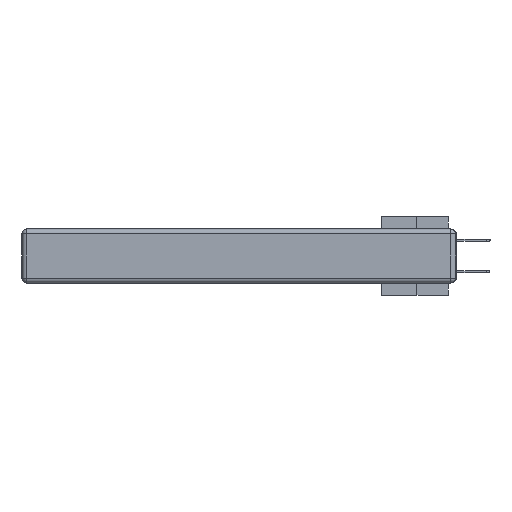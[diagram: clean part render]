
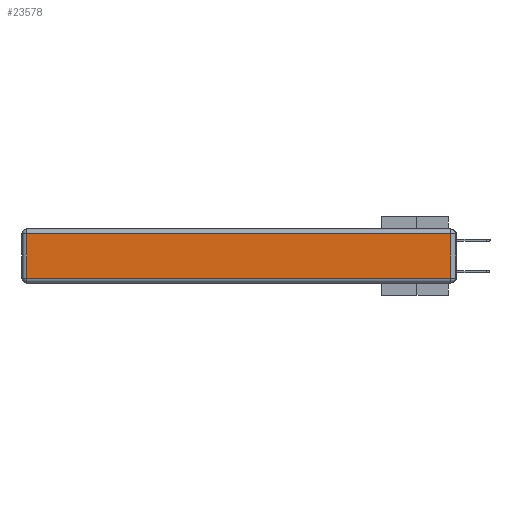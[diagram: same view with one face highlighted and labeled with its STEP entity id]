
A CAD part, left-side view. The second image highlights one B-rep face of the part: STEP entity #23578.
In plain terms, the highlighted planar face has unit normal (-1, 0, 0).
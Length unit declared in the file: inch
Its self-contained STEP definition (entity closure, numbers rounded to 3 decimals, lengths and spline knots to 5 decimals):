
#71 = VECTOR ( 'NONE', #38987, 39.37008 ) ;
#2576 = LINE ( 'NONE', #21648, #32575 ) ;
#4535 = VERTEX_POINT ( 'NONE', #27955 ) ;
#4842 = LINE ( 'NONE', #39589, #71 ) ;
#5916 = VECTOR ( 'NONE', #10385, 39.37008 ) ;
#7576 = CARTESIAN_POINT ( 'NONE',  ( 0., 2.72, -0.343 ) ) ;
#8816 = DIRECTION ( 'NONE',  ( 0., 1., 0. ) ) ;
#9288 = CARTESIAN_POINT ( 'NONE',  ( 0., 2.72, -0.313 ) ) ;
#9331 = ORIENTED_EDGE ( 'NONE', *, *, #29489, .T. ) ;
#10385 = DIRECTION ( 'NONE',  ( 0., 0., 1. ) ) ;
#11753 = VERTEX_POINT ( 'NONE', #38689 ) ;
#11818 = EDGE_CURVE ( 'NONE', #4535, #39966, #20196, .T. ) ;
#12527 = ORIENTED_EDGE ( 'NONE', *, *, #37945, .T. ) ;
#14693 = CARTESIAN_POINT ( 'NONE',  ( 0., 0., -0.343 ) ) ;
#15944 = AXIS2_PLACEMENT_3D ( 'NONE', #14693, #39318, #35658 ) ;
#18526 = ORIENTED_EDGE ( 'NONE', *, *, #31407, .T. ) ;
#19973 = VECTOR ( 'NONE', #39297, 39.37008 ) ;
#20196 = LINE ( 'NONE', #7576, #19973 ) ;
#20209 = EDGE_LOOP ( 'NONE', ( #9331, #12527, #18526, #36802 ) ) ;
#20366 = CARTESIAN_POINT ( 'NONE',  ( 0., 0.03, -0.343 ) ) ;
#20829 = PLANE ( 'NONE',  #15944 ) ;
#21419 = CARTESIAN_POINT ( 'NONE',  ( 0., 0.03, -0.03 ) ) ;
#21648 = CARTESIAN_POINT ( 'NONE',  ( 0., 2.75, -0.03 ) ) ;
#23578 = ADVANCED_FACE ( 'NONE', ( #26733 ), #20829, .T. ) ;
#23725 = VERTEX_POINT ( 'NONE', #21419 ) ;
#26733 = FACE_OUTER_BOUND ( 'NONE', #20209, .T. ) ;
#27955 = CARTESIAN_POINT ( 'NONE',  ( 0., 2.72, -0.03 ) ) ;
#29489 = EDGE_CURVE ( 'NONE', #39966, #11753, #4842, .T. ) ;
#31407 = EDGE_CURVE ( 'NONE', #23725, #4535, #2576, .T. ) ;
#32575 = VECTOR ( 'NONE', #8816, 39.37008 ) ;
#35658 = DIRECTION ( 'NONE',  ( 0., 0., 1. ) ) ;
#35811 = LINE ( 'NONE', #20366, #5916 ) ;
#36802 = ORIENTED_EDGE ( 'NONE', *, *, #11818, .T. ) ;
#37945 = EDGE_CURVE ( 'NONE', #11753, #23725, #35811, .T. ) ;
#38689 = CARTESIAN_POINT ( 'NONE',  ( 0., 0.03, -0.313 ) ) ;
#38987 = DIRECTION ( 'NONE',  ( 0., -1., 0. ) ) ;
#39297 = DIRECTION ( 'NONE',  ( 0., 0., -1. ) ) ;
#39318 = DIRECTION ( 'NONE',  ( -1., 0., 0. ) ) ;
#39589 = CARTESIAN_POINT ( 'NONE',  ( 0., 0., -0.313 ) ) ;
#39966 = VERTEX_POINT ( 'NONE', #9288 ) ;
